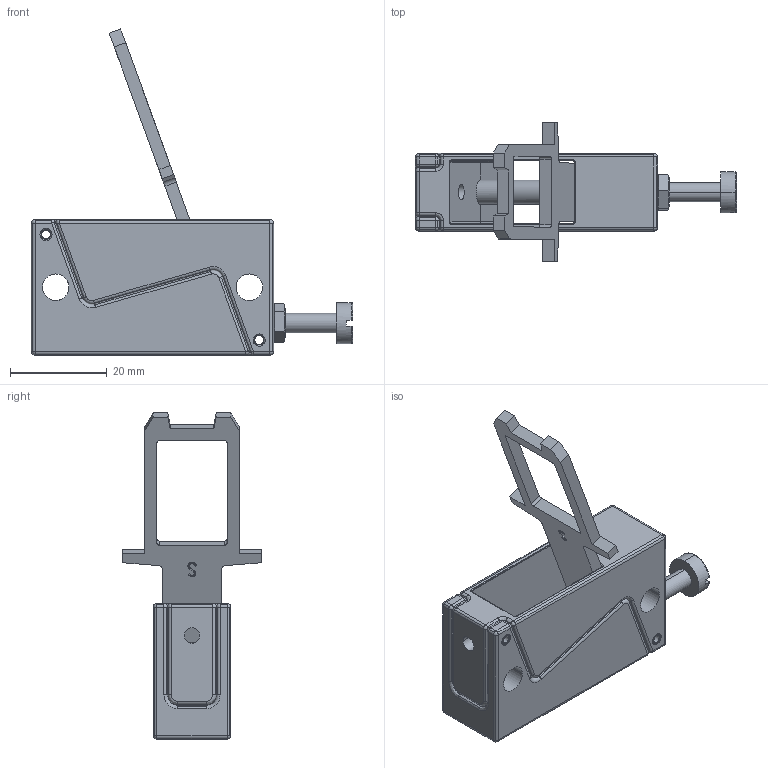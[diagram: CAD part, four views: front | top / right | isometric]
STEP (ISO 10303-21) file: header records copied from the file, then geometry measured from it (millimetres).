
FILE_DESCRIPTION(('STEP AP203'),'1');
FILE_NAME(' ',' ',('TraceParts'),('TraceParts S.A.'),'XStep 1.0',' ',' ');
FILE_SCHEMA(('CONFIG_CONTROL_DESIGN'));
Length unit declared in the file: millimetre
Products named in the file (1): 1
Bounding box: 66.3 x 28.6 x 67.34 mm (x, y, z)
Volume: 14386.2 mm3; surface area: 10391.5 mm2
Topology: 1 solids, 2 shells, 426 faces, 1109 edges, 654 vertices
Faces by surface type: cylinder 220, plane 97, bspline 35, cone 32, sphere 32, torus 10
Entity records: 14971 total; most frequent: CARTESIAN_POINT 4475, DIRECTION 2331, ORIENTED_EDGE 2154, EDGE_CURVE 1077, AXIS2_PLACEMENT_3D 920, VERTEX_POINT 654, LINE 491, VECTOR 491
